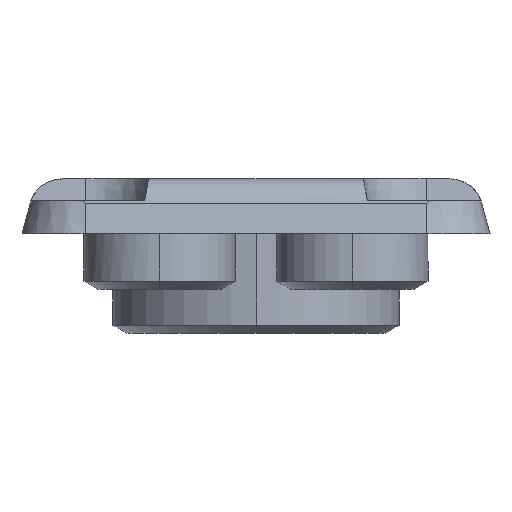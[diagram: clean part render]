
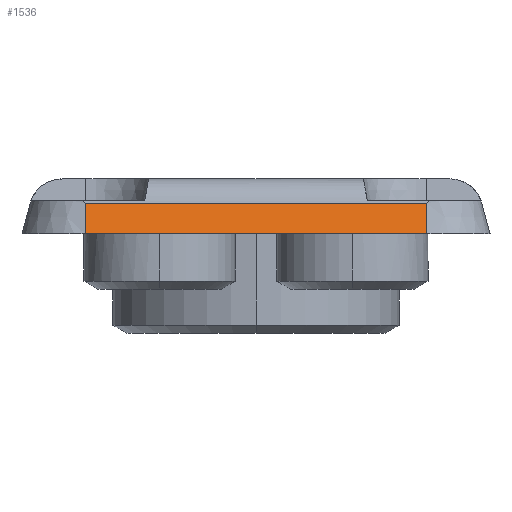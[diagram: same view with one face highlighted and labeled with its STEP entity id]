
A CAD part, left-side view. The second image highlights one B-rep face of the part: STEP entity #1536.
In plain terms, the highlighted planar face has unit normal (-0.966, 0, 0.259).
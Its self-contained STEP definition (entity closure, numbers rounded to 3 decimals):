
#53 = ORIENTED_EDGE ( 'NONE', *, *, #740, .F. ) ;
#148 = VERTEX_POINT ( 'NONE', #1166 ) ;
#161 = LINE ( 'NONE', #1934, #1525 ) ;
#267 = VECTOR ( 'NONE', #2886, 1000. ) ;
#381 = LINE ( 'NONE', #2868, #1099 ) ;
#408 = AXIS2_PLACEMENT_3D ( 'NONE', #1651, #798, #1881 ) ;
#619 = ORIENTED_EDGE ( 'NONE', *, *, #3289, .T. ) ;
#740 = EDGE_CURVE ( 'NONE', #1050, #2722, #381, .T. ) ;
#798 = DIRECTION ( 'NONE',  ( -0.966, 0., 0.259 ) ) ;
#895 = CARTESIAN_POINT ( 'NONE',  ( -108., -31., 0. ) ) ;
#945 = EDGE_CURVE ( 'NONE', #1050, #2776, #1182, .T. ) ;
#1050 = VERTEX_POINT ( 'NONE', #3099 ) ;
#1060 = EDGE_CURVE ( 'NONE', #2776, #148, #161, .T. ) ;
#1099 = VECTOR ( 'NONE', #1773, 1000. ) ;
#1166 = CARTESIAN_POINT ( 'NONE',  ( -108., 31., 0. ) ) ;
#1182 = LINE ( 'NONE', #1911, #1306 ) ;
#1306 = VECTOR ( 'NONE', #2471, 1000. ) ;
#1315 = EDGE_LOOP ( 'NONE', ( #53, #3329, #1721, #619 ) ) ;
#1525 = VECTOR ( 'NONE', #3109, 1000. ) ;
#1536 = ADVANCED_FACE ( 'NONE', ( #3463 ), #2458, .T. ) ;
#1560 = CARTESIAN_POINT ( 'NONE',  ( -108., -31., 0. ) ) ;
#1651 = CARTESIAN_POINT ( 'NONE',  ( -108., -31., 0. ) ) ;
#1721 = ORIENTED_EDGE ( 'NONE', *, *, #1060, .T. ) ;
#1773 = DIRECTION ( 'NONE',  ( -0.259, 0., -0.966 ) ) ;
#1835 = LINE ( 'NONE', #1560, #267 ) ;
#1881 = DIRECTION ( 'NONE',  ( 0.259, 0., 0.966 ) ) ;
#1911 = CARTESIAN_POINT ( 'NONE',  ( -106.512, -31., 5.553 ) ) ;
#1934 = CARTESIAN_POINT ( 'NONE',  ( -108., 31., 0. ) ) ;
#2458 = PLANE ( 'NONE',  #408 ) ;
#2471 = DIRECTION ( 'NONE',  ( 0., 1., 0. ) ) ;
#2722 = VERTEX_POINT ( 'NONE', #895 ) ;
#2776 = VERTEX_POINT ( 'NONE', #3488 ) ;
#2868 = CARTESIAN_POINT ( 'NONE',  ( -108., -31., 0. ) ) ;
#2886 = DIRECTION ( 'NONE',  ( 0., -1., 0. ) ) ;
#3099 = CARTESIAN_POINT ( 'NONE',  ( -106.512, -31., 5.553 ) ) ;
#3109 = DIRECTION ( 'NONE',  ( -0.259, 0., -0.966 ) ) ;
#3289 = EDGE_CURVE ( 'NONE', #148, #2722, #1835, .T. ) ;
#3329 = ORIENTED_EDGE ( 'NONE', *, *, #945, .T. ) ;
#3463 = FACE_OUTER_BOUND ( 'NONE', #1315, .T. ) ;
#3488 = CARTESIAN_POINT ( 'NONE',  ( -106.512, 31., 5.553 ) ) ;
